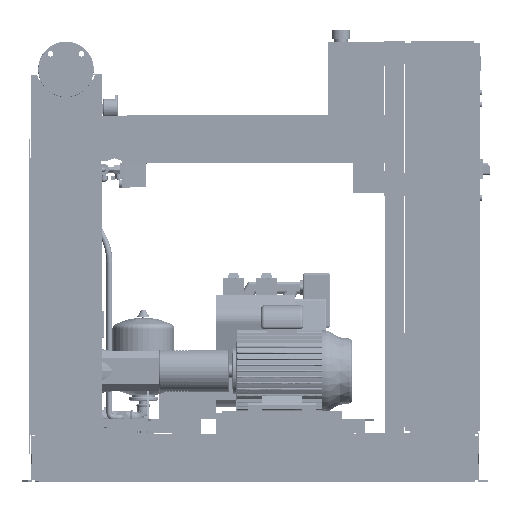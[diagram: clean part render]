
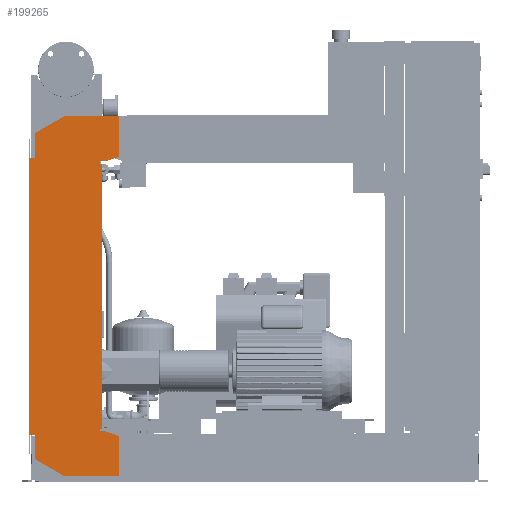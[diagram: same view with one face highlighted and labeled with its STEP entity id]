
A CAD part, front view. The second image highlights one B-rep face of the part: STEP entity #199265.
In plain terms, the highlighted free-form (B-spline) face has degree [1, 1] with [2, 2] control points.
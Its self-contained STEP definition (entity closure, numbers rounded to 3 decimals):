
#198750=CARTESIAN_POINT('',(-102.0,-565.5,1076.0));
#198751=VERTEX_POINT('',#198750);
#198758=CARTESIAN_POINT('',(-102.0,-565.5,1158.574));
#198759=VERTEX_POINT('',#198758);
#198760=CARTESIAN_POINT('',(-102.0,-565.5,1076.0));
#198761=DIRECTION('',(0.0,0.0,1.0));
#198762=VECTOR('',#198761,82.574);
#198763=LINE('',#198760,#198762);
#198764=EDGE_CURVE('',#198751,#198759,#198763,.T.);
#198782=CARTESIAN_POINT('',(-6.,-565.5,1214.0));
#198783=VERTEX_POINT('',#198782);
#198784=CARTESIAN_POINT('',(-102.0,-565.5,1158.574));
#198785=DIRECTION('',(0.866,0.0,0.5));
#198786=VECTOR('',#198785,110.851);
#198787=LINE('',#198784,#198786);
#198788=EDGE_CURVE('',#198759,#198783,#198787,.T.);
#198806=CARTESIAN_POINT('',(177.0,-565.5,1214.0));
#198807=VERTEX_POINT('',#198806);
#198808=CARTESIAN_POINT('',(-6.,-565.5,1214.0));
#198809=DIRECTION('',(1.0,0.0,0.0));
#198810=VECTOR('',#198809,183.0);
#198811=LINE('',#198808,#198810);
#198812=EDGE_CURVE('',#198783,#198807,#198811,.T.);
#198830=CARTESIAN_POINT('',(177.0,-565.5,1080.379));
#198831=VERTEX_POINT('',#198830);
#198832=CARTESIAN_POINT('',(177.0,-565.5,1214.0));
#198833=DIRECTION('',(0.0,0.0,-1.0));
#198834=VECTOR('',#198833,133.621);
#198835=LINE('',#198832,#198834);
#198836=EDGE_CURVE('',#198807,#198831,#198835,.T.);
#198854=CARTESIAN_POINT('',(132.,-565.5,1064.0));
#198855=VERTEX_POINT('',#198854);
#198856=CARTESIAN_POINT('',(177.0,-565.5,1080.379));
#198857=DIRECTION('',(-0.94,0.0,-0.342));
#198858=VECTOR('',#198857,47.888);
#198859=LINE('',#198856,#198858);
#198860=EDGE_CURVE('',#198831,#198855,#198859,.T.);
#198878=CARTESIAN_POINT('',(112.0,-565.5,1064.0));
#198879=VERTEX_POINT('',#198878);
#198880=CARTESIAN_POINT('',(132.,-565.5,1064.0));
#198881=DIRECTION('',(-1.0,0.0,0.0));
#198882=VECTOR('',#198881,20.);
#198883=LINE('',#198880,#198882);
#198884=EDGE_CURVE('',#198855,#198879,#198883,.T.);
#198902=CARTESIAN_POINT('',(112.0,-565.5,1056.0));
#198903=VERTEX_POINT('',#198902);
#198904=CARTESIAN_POINT('',(112.0,-565.5,1064.0));
#198905=DIRECTION('',(0.0,0.0,-1.0));
#198906=VECTOR('',#198905,8.0);
#198907=LINE('',#198904,#198906);
#198908=EDGE_CURVE('',#198879,#198903,#198907,.T.);
#198926=CARTESIAN_POINT('',(120.,-565.5,1056.0));
#198927=VERTEX_POINT('',#198926);
#198928=CARTESIAN_POINT('',(112.0,-565.5,1056.0));
#198929=DIRECTION('',(1.0,0.0,0.0));
#198930=VECTOR('',#198929,8.);
#198931=LINE('',#198928,#198930);
#198932=EDGE_CURVE('',#198903,#198927,#198931,.T.);
#198950=CARTESIAN_POINT('',(120.,-565.5,176.));
#198951=VERTEX_POINT('',#198950);
#198962=CARTESIAN_POINT('',(120.,-565.5,1056.0));
#198963=DIRECTION('',(0.0,0.0,-1.0));
#198964=VECTOR('',#198963,880.);
#198965=LINE('',#198962,#198964);
#198966=EDGE_CURVE('',#198927,#198951,#198965,.T.);
#198980=CARTESIAN_POINT('',(112.,-565.5,176.));
#198981=VERTEX_POINT('',#198980);
#198982=CARTESIAN_POINT('',(120.,-565.5,176.));
#198983=DIRECTION('',(-1.0,0.0,0.0));
#198984=VECTOR('',#198983,8.);
#198985=LINE('',#198982,#198984);
#198986=EDGE_CURVE('',#198951,#198981,#198985,.T.);
#199004=CARTESIAN_POINT('',(112.,-565.5,168.));
#199005=VERTEX_POINT('',#199004);
#199006=CARTESIAN_POINT('',(112.,-565.5,176.));
#199007=DIRECTION('',(0.0,0.0,-1.0));
#199008=VECTOR('',#199007,8.0);
#199009=LINE('',#199006,#199008);
#199010=EDGE_CURVE('',#198981,#199005,#199009,.T.);
#199028=CARTESIAN_POINT('',(132.,-565.5,168.));
#199029=VERTEX_POINT('',#199028);
#199030=CARTESIAN_POINT('',(112.,-565.5,168.));
#199031=DIRECTION('',(1.0,0.0,0.0));
#199032=VECTOR('',#199031,20.0);
#199033=LINE('',#199030,#199032);
#199034=EDGE_CURVE('',#199005,#199029,#199033,.T.);
#199052=CARTESIAN_POINT('',(177.,-565.5,151.621));
#199053=VERTEX_POINT('',#199052);
#199054=CARTESIAN_POINT('',(132.,-565.5,168.));
#199055=DIRECTION('',(0.94,0.0,-0.342));
#199056=VECTOR('',#199055,47.888);
#199057=LINE('',#199054,#199056);
#199058=EDGE_CURVE('',#199029,#199053,#199057,.T.);
#199076=CARTESIAN_POINT('',(177.,-565.5,18.0));
#199077=VERTEX_POINT('',#199076);
#199078=CARTESIAN_POINT('',(177.,-565.5,151.621));
#199079=DIRECTION('',(0.0,0.0,-1.0));
#199080=VECTOR('',#199079,133.621);
#199081=LINE('',#199078,#199080);
#199082=EDGE_CURVE('',#199053,#199077,#199081,.T.);
#199100=CARTESIAN_POINT('',(-4.,-565.5,18.0));
#199101=VERTEX_POINT('',#199100);
#199102=CARTESIAN_POINT('',(177.,-565.5,18.0));
#199103=DIRECTION('',(-1.0,0.0,0.0));
#199104=VECTOR('',#199103,181.);
#199105=LINE('',#199102,#199104);
#199106=EDGE_CURVE('',#199077,#199101,#199105,.T.);
#199124=CARTESIAN_POINT('',(-102.,-565.5,74.58));
#199125=VERTEX_POINT('',#199124);
#199126=CARTESIAN_POINT('',(-4.,-565.5,18.0));
#199127=DIRECTION('',(-0.866,0.0,0.5));
#199128=VECTOR('',#199127,113.161);
#199129=LINE('',#199126,#199128);
#199130=EDGE_CURVE('',#199101,#199125,#199129,.T.);
#199148=CARTESIAN_POINT('',(-102.,-565.5,156.0));
#199149=VERTEX_POINT('',#199148);
#199150=CARTESIAN_POINT('',(-102.,-565.5,74.58));
#199151=DIRECTION('',(0.0,0.0,1.0));
#199152=VECTOR('',#199151,81.42);
#199153=LINE('',#199150,#199152);
#199154=EDGE_CURVE('',#199125,#199149,#199153,.T.);
#199172=CARTESIAN_POINT('',(-122.,-565.5,156.0));
#199173=VERTEX_POINT('',#199172);
#199174=CARTESIAN_POINT('',(-102.,-565.5,156.0));
#199175=DIRECTION('',(-1.0,0.0,0.0));
#199176=VECTOR('',#199175,20.0);
#199177=LINE('',#199174,#199176);
#199178=EDGE_CURVE('',#199149,#199173,#199177,.T.);
#199196=CARTESIAN_POINT('',(-122.0,-565.5,1076.0));
#199197=VERTEX_POINT('',#199196);
#199210=CARTESIAN_POINT('',(-122.,-565.5,156.0));
#199211=DIRECTION('',(0.0,0.0,1.0));
#199212=VECTOR('',#199211,920.0);
#199213=LINE('',#199210,#199212);
#199214=EDGE_CURVE('',#199173,#199197,#199213,.T.);
#199228=CARTESIAN_POINT('',(-122.0,-565.5,1076.0));
#199229=DIRECTION('',(1.0,0.0,0.0));
#199230=VECTOR('',#199229,20.0);
#199231=LINE('',#199228,#199230);
#199232=EDGE_CURVE('',#199197,#198751,#199231,.T.);
#199238=CARTESIAN_POINT('',(-122.,-565.5,18.0));
#199239=CARTESIAN_POINT('',(177.0,-565.5,18.0));
#199240=CARTESIAN_POINT('',(-122.,-565.5,1214.0));
#199241=CARTESIAN_POINT('',(177.0,-565.5,1214.0));
#199242=B_SPLINE_SURFACE_WITH_KNOTS('',1,1,((#199238,#199240),(#199239,#199241)),.UNSPECIFIED.,.F.,.F.,.U.,(2,2),(2,2),(0.0,299.),(0.0,1196.0),.UNSPECIFIED.);
#199243=ORIENTED_EDGE('',*,*,#199232,.F.);
#199244=ORIENTED_EDGE('',*,*,#199214,.F.);
#199245=ORIENTED_EDGE('',*,*,#199178,.F.);
#199246=ORIENTED_EDGE('',*,*,#199154,.F.);
#199247=ORIENTED_EDGE('',*,*,#199130,.F.);
#199248=ORIENTED_EDGE('',*,*,#199106,.F.);
#199249=ORIENTED_EDGE('',*,*,#199082,.F.);
#199250=ORIENTED_EDGE('',*,*,#199058,.F.);
#199251=ORIENTED_EDGE('',*,*,#199034,.F.);
#199252=ORIENTED_EDGE('',*,*,#199010,.F.);
#199253=ORIENTED_EDGE('',*,*,#198986,.F.);
#199254=ORIENTED_EDGE('',*,*,#198966,.F.);
#199255=ORIENTED_EDGE('',*,*,#198932,.F.);
#199256=ORIENTED_EDGE('',*,*,#198908,.F.);
#199257=ORIENTED_EDGE('',*,*,#198884,.F.);
#199258=ORIENTED_EDGE('',*,*,#198860,.F.);
#199259=ORIENTED_EDGE('',*,*,#198836,.F.);
#199260=ORIENTED_EDGE('',*,*,#198812,.F.);
#199261=ORIENTED_EDGE('',*,*,#198788,.F.);
#199262=ORIENTED_EDGE('',*,*,#198764,.F.);
#199263=EDGE_LOOP('',(#199243,#199244,#199245,#199246,#199247,#199248,#199249,#199250,#199251,#199252,#199253,#199254,#199255,#199256,#199257,#199258,#199259,#199260,#199261,#199262));
#199264=FACE_OUTER_BOUND('',#199263,.T.);
#199265=ADVANCED_FACE('',(#199264),#199242,.T.);
